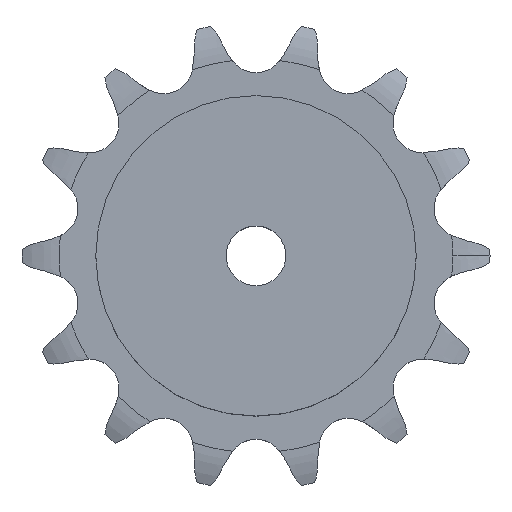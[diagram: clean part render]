
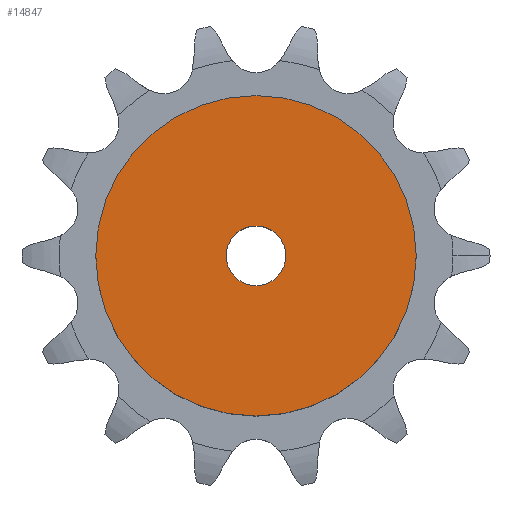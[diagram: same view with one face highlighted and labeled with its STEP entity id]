
A CAD part, top view. The second image highlights one B-rep face of the part: STEP entity #14847.
In plain terms, the highlighted planar face has unit normal (0, 0, 1).
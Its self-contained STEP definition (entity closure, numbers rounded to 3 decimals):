
#3004 = CYLINDRICAL_SURFACE('',#3005,21.5);
#3005 = AXIS2_PLACEMENT_3D('',#3006,#3007,#3008);
#3006 = CARTESIAN_POINT('',(0.,0.,0.));
#3007 = DIRECTION('',(-0.,-0.,-1.));
#3008 = DIRECTION('',(1.,0.,0.));
#11126 = VERTEX_POINT('',#11127);
#11127 = CARTESIAN_POINT('',(21.5,0.,16.));
#11148 = EDGE_CURVE('',#11126,#11126,#11149,.T.);
#11149 = SURFACE_CURVE('',#11150,(#11155,#11162),.PCURVE_S1.);
#11150 = CIRCLE('',#11151,21.5);
#11151 = AXIS2_PLACEMENT_3D('',#11152,#11153,#11154);
#11152 = CARTESIAN_POINT('',(0.,0.,16.));
#11153 = DIRECTION('',(0.,0.,1.));
#11154 = DIRECTION('',(1.,0.,0.));
#11155 = PCURVE('',#3004,#11156);
#11156 = DEFINITIONAL_REPRESENTATION('',(#11157),#11161);
#11157 = LINE('',#11158,#11159);
#11158 = CARTESIAN_POINT('',(-0.,-16.));
#11159 = VECTOR('',#11160,1.);
#11160 = DIRECTION('',(-1.,0.));
#11161 = ( GEOMETRIC_REPRESENTATION_CONTEXT(2) 
PARAMETRIC_REPRESENTATION_CONTEXT() REPRESENTATION_CONTEXT('2D SPACE',''
  ) );
#11162 = PCURVE('',#11163,#11168);
#11163 = PLANE('',#11164);
#11164 = AXIS2_PLACEMENT_3D('',#11165,#11166,#11167);
#11165 = CARTESIAN_POINT('',(0.,0.,16.)
  );
#11166 = DIRECTION('',(0.,0.,1.));
#11167 = DIRECTION('',(1.,0.,0.));
#11168 = DEFINITIONAL_REPRESENTATION('',(#11169),#11173);
#11169 = CIRCLE('',#11170,21.5);
#11170 = AXIS2_PLACEMENT_2D('',#11171,#11172);
#11171 = CARTESIAN_POINT('',(0.,0.));
#11172 = DIRECTION('',(1.,0.));
#11173 = ( GEOMETRIC_REPRESENTATION_CONTEXT(2) 
PARAMETRIC_REPRESENTATION_CONTEXT() REPRESENTATION_CONTEXT('2D SPACE',''
  ) );
#13314 = CYLINDRICAL_SURFACE('',#13315,4.);
#13315 = AXIS2_PLACEMENT_3D('',#13316,#13317,#13318);
#13316 = CARTESIAN_POINT('',(0.,0.,103.268));
#13317 = DIRECTION('',(0.,0.,1.));
#13318 = DIRECTION('',(1.,0.,0.));
#14847 = ADVANCED_FACE('',(#14848,#14851),#11163,.T.);
#14848 = FACE_BOUND('',#14849,.T.);
#14849 = EDGE_LOOP('',(#14850));
#14850 = ORIENTED_EDGE('',*,*,#11148,.T.);
#14851 = FACE_BOUND('',#14852,.T.);
#14852 = EDGE_LOOP('',(#14853));
#14853 = ORIENTED_EDGE('',*,*,#14854,.F.);
#14854 = EDGE_CURVE('',#14855,#14855,#14857,.T.);
#14855 = VERTEX_POINT('',#14856);
#14856 = CARTESIAN_POINT('',(4.,0.,16.));
#14857 = SURFACE_CURVE('',#14858,(#14863,#14870),.PCURVE_S1.);
#14858 = CIRCLE('',#14859,4.);
#14859 = AXIS2_PLACEMENT_3D('',#14860,#14861,#14862);
#14860 = CARTESIAN_POINT('',(0.,0.,16.));
#14861 = DIRECTION('',(0.,0.,1.));
#14862 = DIRECTION('',(1.,0.,0.));
#14863 = PCURVE('',#11163,#14864);
#14864 = DEFINITIONAL_REPRESENTATION('',(#14865),#14869);
#14865 = CIRCLE('',#14866,4.);
#14866 = AXIS2_PLACEMENT_2D('',#14867,#14868);
#14867 = CARTESIAN_POINT('',(0.,0.));
#14868 = DIRECTION('',(1.,0.));
#14869 = ( GEOMETRIC_REPRESENTATION_CONTEXT(2) 
PARAMETRIC_REPRESENTATION_CONTEXT() REPRESENTATION_CONTEXT('2D SPACE',''
  ) );
#14870 = PCURVE('',#13314,#14871);
#14871 = DEFINITIONAL_REPRESENTATION('',(#14872),#14876);
#14872 = LINE('',#14873,#14874);
#14873 = CARTESIAN_POINT('',(0.,-87.268));
#14874 = VECTOR('',#14875,1.);
#14875 = DIRECTION('',(1.,0.));
#14876 = ( GEOMETRIC_REPRESENTATION_CONTEXT(2) 
PARAMETRIC_REPRESENTATION_CONTEXT() REPRESENTATION_CONTEXT('2D SPACE',''
  ) );
